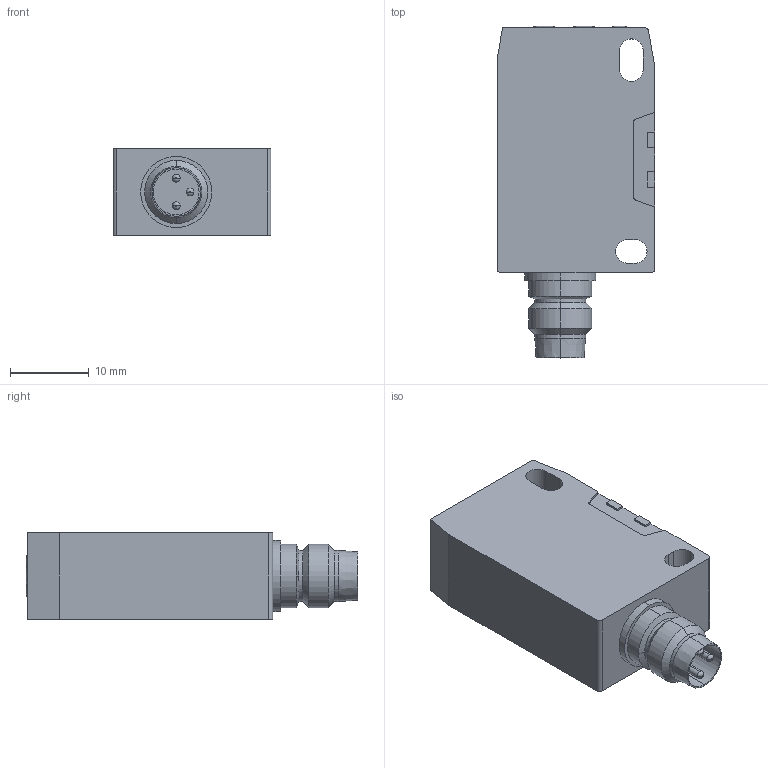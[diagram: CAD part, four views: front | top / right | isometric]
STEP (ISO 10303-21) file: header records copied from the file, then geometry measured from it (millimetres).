
FILE_DESCRIPTION (( 'STEP AP214' ), '1' );
FILE_NAME ('FERN-0P-0F.step', '2018-04-12T20:08:49', ( '' ), ( '' ), 'SwSTEP 2.0', 'SolidWorks 2017', '' );
FILE_SCHEMA (( 'AUTOMOTIVE_DESIGN' ));
Length unit declared in the file: inch
Products named in the file (1): FERN-0P-0F
Bounding box: 20 x 42.03 x 11 mm (x, y, z)
Volume: 6815.5 mm3; surface area: 3065 mm2
Topology: 1 solids, 1 shells, 104 faces, 268 edges, 178 vertices
Faces by surface type: plane 50, cylinder 36, cone 8, torus 6, bspline 4
Entity records: 3486 total; most frequent: CARTESIAN_POINT 803, DIRECTION 558, ORIENTED_EDGE 536, EDGE_CURVE 268, AXIS2_PLACEMENT_3D 197, VERTEX_POINT 178, LINE 164, VECTOR 164
